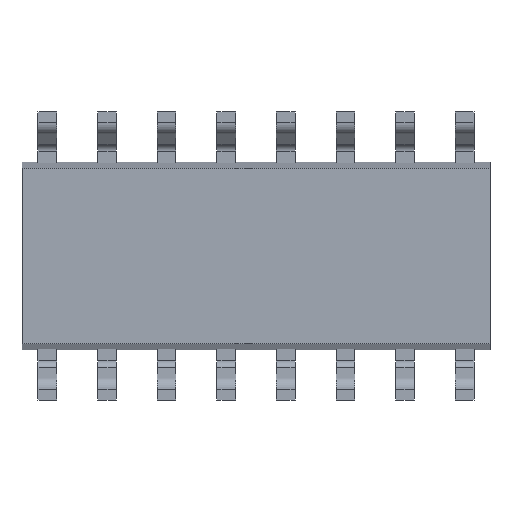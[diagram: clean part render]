
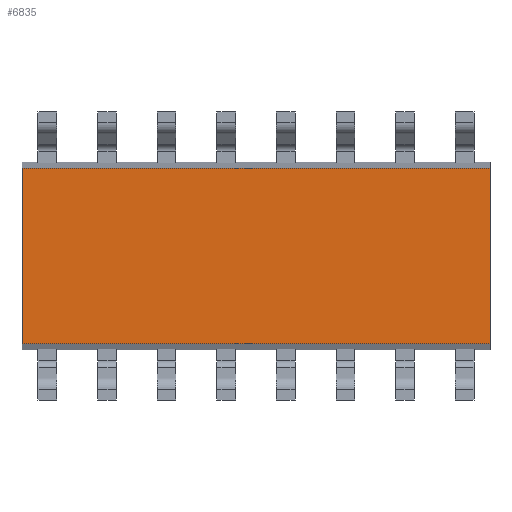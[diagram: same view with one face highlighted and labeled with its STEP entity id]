
A CAD part, front view. The second image highlights one B-rep face of the part: STEP entity #6835.
In plain terms, the highlighted planar face has unit normal (0, -1, 0).
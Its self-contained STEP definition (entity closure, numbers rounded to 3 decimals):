
#6809 = VERTEX_POINT('',#6810);
#6810 = CARTESIAN_POINT('',(-4.985,-0.725,-1.868));
#6818 = VERTEX_POINT('',#6819);
#6819 = CARTESIAN_POINT('',(4.985,-0.725,-1.868));
#6825 = EDGE_CURVE('',#6809,#6818,#6826,.T.);
#6826 = LINE('',#6827,#6828);
#6827 = CARTESIAN_POINT('',(-9.633,-0.725,-1.868));
#6828 = VECTOR('',#6829,1.);
#6829 = DIRECTION('',(1.,0.,0.));
#6835 = ADVANCED_FACE('',(#6836),#6861,.T.);
#6836 = FACE_BOUND('',#6837,.T.);
#6837 = EDGE_LOOP('',(#6838,#6846,#6847,#6855));
#6838 = ORIENTED_EDGE('',*,*,#6839,.F.);
#6839 = EDGE_CURVE('',#6809,#6840,#6842,.T.);
#6840 = VERTEX_POINT('',#6841);
#6841 = CARTESIAN_POINT('',(-4.985,-0.725,1.868));
#6842 = LINE('',#6843,#6844);
#6843 = CARTESIAN_POINT('',(-4.985,-0.725,1.868));
#6844 = VECTOR('',#6845,1.);
#6845 = DIRECTION('',(-0.,0.,1.));
#6846 = ORIENTED_EDGE('',*,*,#6825,.T.);
#6847 = ORIENTED_EDGE('',*,*,#6848,.T.);
#6848 = EDGE_CURVE('',#6818,#6849,#6851,.T.);
#6849 = VERTEX_POINT('',#6850);
#6850 = CARTESIAN_POINT('',(4.985,-0.725,1.868));
#6851 = LINE('',#6852,#6853);
#6852 = CARTESIAN_POINT('',(4.985,-0.725,1.868));
#6853 = VECTOR('',#6854,1.);
#6854 = DIRECTION('',(0.,0.,1.));
#6855 = ORIENTED_EDGE('',*,*,#6856,.F.);
#6856 = EDGE_CURVE('',#6840,#6849,#6857,.T.);
#6857 = LINE('',#6858,#6859);
#6858 = CARTESIAN_POINT('',(-9.633,-0.725,1.868));
#6859 = VECTOR('',#6860,1.);
#6860 = DIRECTION('',(1.,0.,0.));
#6861 = PLANE('',#6862);
#6862 = AXIS2_PLACEMENT_3D('',#6863,#6864,#6865);
#6863 = CARTESIAN_POINT('',(-9.633,-0.725,1.868));
#6864 = DIRECTION('',(0.,-1.,0.));
#6865 = DIRECTION('',(0.,0.,-1.));
